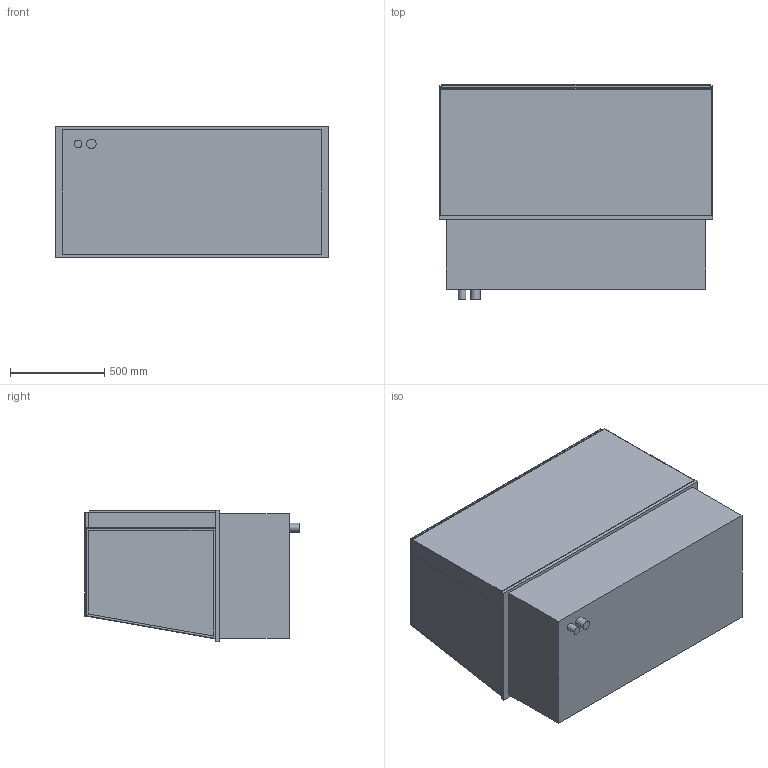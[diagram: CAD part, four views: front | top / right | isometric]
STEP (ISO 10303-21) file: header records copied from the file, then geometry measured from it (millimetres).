
FILE_DESCRIPTION(/* description */ ('Einbaukühlvitrine: zentralgekühlt'),/* implementation_level */ '2;1');
FILE_NAME(/* name */ '3D-AKE-00007239.stp',/* time_stamp */ '2025-01-30T09:39:34+01:00',/* author */ ('marina.schachner'),/* organization */ (''),/* preprocessor_version */ 'ST-DEVELOPER v20',/* originating_system */ 'Autodesk Inventor 2024',/* authorisation */ '');
FILE_SCHEMA (('AUTOMOTIVE_DESIGN { 1 0 10303 214 3 1 1 }'));
Length unit declared in the file: millimetre
Products named in the file (1): 3D-AKE-00007239
Bounding box: 1450 x 1140 x 695 mm (x, y, z)
Volume: 201483765 mm3; surface area: 23051553.5 mm2
Topology: 38 solids, 38 shells, 412 faces, 981 edges, 654 vertices
Faces by surface type: plane 376, cylinder 36
Full cylindrical faces by diameter (mm): 40 x1, 50 x1
Entity records: 11744 total; most frequent: CARTESIAN_POINT 2048, ORIENTED_EDGE 1962, DIRECTION 1879, EDGE_CURVE 981, LINE 909, VECTOR 909, VERTEX_POINT 654, AXIS2_PLACEMENT_3D 485
